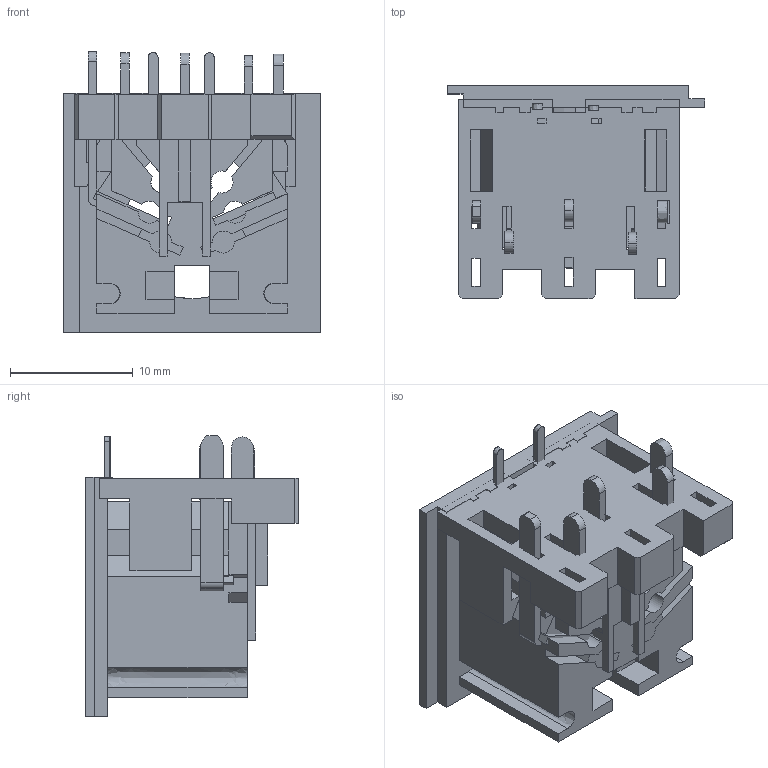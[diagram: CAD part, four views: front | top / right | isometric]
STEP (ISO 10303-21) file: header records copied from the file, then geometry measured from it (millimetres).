
FILE_DESCRIPTION (( 'STEP AP214' ), '1' );
FILE_NAME ('0105 05 3D(2019.08.20) .STEP', '2019-08-23T08:36:51', ( '' ), ( '' ), 'SwSTEP 2.0', 'SolidWorks 2013', '' );
FILE_SCHEMA (( 'AUTOMOTIVE_DESIGN' ));
Length unit declared in the file: millimetre
Products named in the file (10): PRT0024; PRT0023; PRT0022_1; PRT0022; PRT0021; PRT0020; PRT0019; PRT0018; PRT0017; 0105 05  3D(2019.08.20) 
Assembly tree (9 placements, depth 2):
  0105 05  3D(2019.08.20) 
    PRT0017
    PRT0018
    PRT0019
    PRT0020
    PRT0021
    PRT0022
    PRT0022_1
    PRT0023
    PRT0024
Bounding box: 21 x 17.37 x 22.87 mm (x, y, z)
Volume: 3099.5 mm3; surface area: 4925.6 mm2
Topology: 9 solids, 9 shells, 305 faces, 906 edges, 604 vertices
Faces by surface type: plane 273, cylinder 25, bspline 7
Entity records: 10904 total; most frequent: CARTESIAN_POINT 2432, ORIENTED_EDGE 1812, DIRECTION 1461, EDGE_CURVE 906, LINE 787, VECTOR 787, VERTEX_POINT 604, AXIS2_PLACEMENT_3D 337
